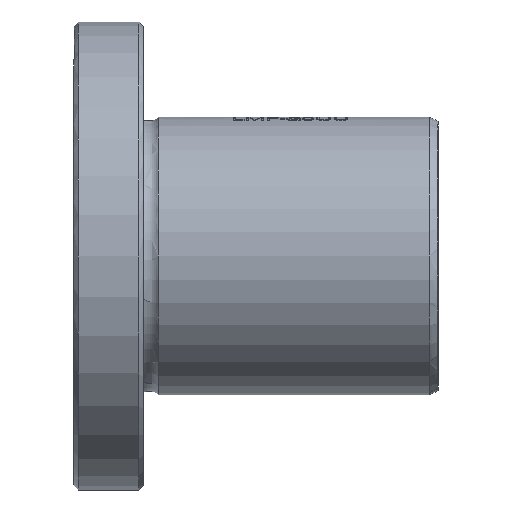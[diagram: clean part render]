
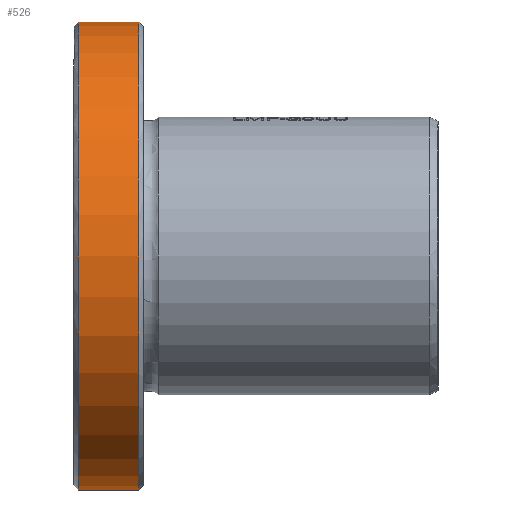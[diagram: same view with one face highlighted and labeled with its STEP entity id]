
A CAD part, front view. The second image highlights one B-rep face of the part: STEP entity #526.
In plain terms, the highlighted cylindrical face has radius 27 mm (diameter 54 mm), a full revolution.
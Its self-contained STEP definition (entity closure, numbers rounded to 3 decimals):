
#481=CYLINDRICAL_SURFACE('',#5941,27.);
#526=ADVANCED_FACE('',(#1145,#1146),#481,.T.);
#1054=CIRCLE('',#5931,27.);
#1055=CIRCLE('',#5932,27.);
#1056=CIRCLE('',#5939,27.);
#1057=CIRCLE('',#5940,27.);
#1145=FACE_BOUND('',#1253,.T.);
#1146=FACE_BOUND('',#1254,.T.);
#1253=EDGE_LOOP('',(#2783,#2784));
#1254=EDGE_LOOP('',(#2785,#2786));
#2783=ORIENTED_EDGE('',*,*,#4919,.T.);
#2784=ORIENTED_EDGE('',*,*,#4920,.T.);
#2785=ORIENTED_EDGE('',*,*,#4929,.F.);
#2786=ORIENTED_EDGE('',*,*,#4930,.F.);
#4361=VERTEX_POINT('',#8923);
#4362=VERTEX_POINT('',#8924);
#4371=VERTEX_POINT('',#9021);
#4372=VERTEX_POINT('',#9022);
#4919=EDGE_CURVE('',#4361,#4362,#1054,.T.);
#4920=EDGE_CURVE('',#4362,#4361,#1055,.T.);
#4929=EDGE_CURVE('',#4371,#4372,#1056,.T.);
#4930=EDGE_CURVE('',#4372,#4371,#1057,.T.);
#5931=AXIS2_PLACEMENT_3D('',#8922,#6399,#6400);
#5932=AXIS2_PLACEMENT_3D('',#8925,#6401,#6402);
#5939=AXIS2_PLACEMENT_3D('',#9020,#6415,#6416);
#5940=AXIS2_PLACEMENT_3D('',#9023,#6417,#6418);
#5941=AXIS2_PLACEMENT_3D('',#9024,#6419,#6420);
#6399=DIRECTION('',(1.,0.,0.));
#6400=DIRECTION('',(0.,0.,-1.));
#6401=DIRECTION('',(1.,0.,0.));
#6402=DIRECTION('',(0.,0.,-1.));
#6415=DIRECTION('',(1.,0.,0.));
#6416=DIRECTION('',(0.,0.,1.));
#6417=DIRECTION('',(1.,0.,0.));
#6418=DIRECTION('',(0.,0.,1.));
#6419=DIRECTION('',(1.,0.,0.));
#6420=DIRECTION('',(0.,0.,-1.));
#8922=CARTESIAN_POINT('',(0.5,0.,0.));
#8923=CARTESIAN_POINT('',(0.5,0.,-27.));
#8924=CARTESIAN_POINT('',(0.5,0.,27.));
#8925=CARTESIAN_POINT('',(0.5,0.,0.));
#9020=CARTESIAN_POINT('',(7.5,0.,0.));
#9021=CARTESIAN_POINT('',(7.5,0.,27.));
#9022=CARTESIAN_POINT('',(7.5,0.,-27.));
#9023=CARTESIAN_POINT('',(7.5,0.,0.));
#9024=CARTESIAN_POINT('',(0.5,0.,0.));
